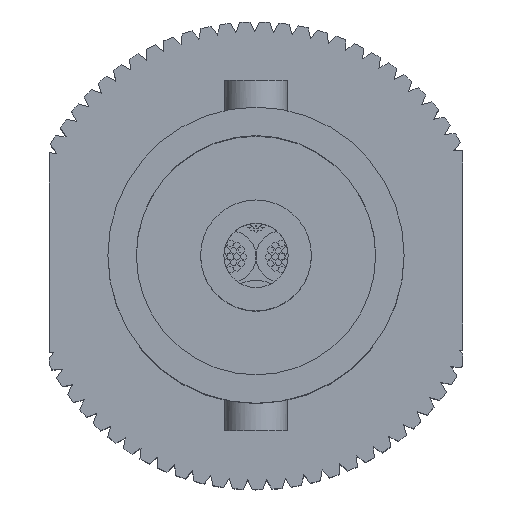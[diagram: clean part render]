
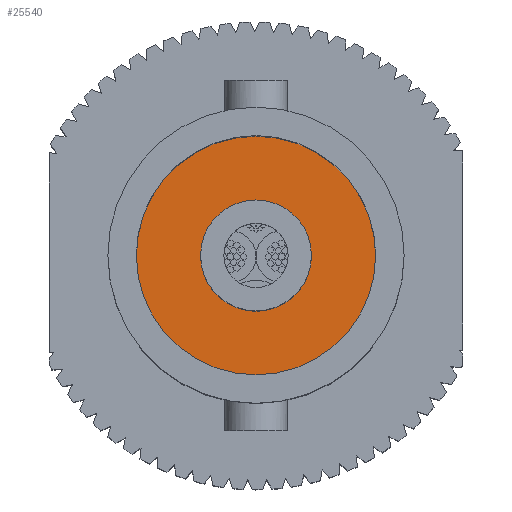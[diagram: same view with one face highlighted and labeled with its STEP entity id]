
A CAD part, top view. The second image highlights one B-rep face of the part: STEP entity #25540.
In plain terms, the highlighted planar face has unit normal (0, 0, 1).
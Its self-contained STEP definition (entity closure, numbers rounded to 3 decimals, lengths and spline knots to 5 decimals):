
#4518=FACE_BOUND('',#6599,.T.);
#4837=FACE_OUTER_BOUND('',#6598,.T.);
#6598=EDGE_LOOP('',(#16187));
#6599=EDGE_LOOP('',(#16188));
#8658=CIRCLE('',#27314,0.15349);
#8659=CIRCLE('',#27315,0.07113);
#10309=VERTEX_POINT('',#37606);
#10310=VERTEX_POINT('',#37608);
#12520=EDGE_CURVE('',#10309,#10309,#8658,.T.);
#12521=EDGE_CURVE('',#10310,#10310,#8659,.T.);
#16187=ORIENTED_EDGE('',*,*,#12520,.T.);
#16188=ORIENTED_EDGE('',*,*,#12521,.F.);
#23491=PLANE('',#27313);
#25540=ADVANCED_FACE('',(#4837,#4518),#23491,.F.);
#27313=AXIS2_PLACEMENT_3D('',#37605,#30423,#30424);
#27314=AXIS2_PLACEMENT_3D('',#37607,#30425,#30426);
#27315=AXIS2_PLACEMENT_3D('',#37609,#30427,#30428);
#30423=DIRECTION('center_axis',(0.,0.,
-1.));
#30424=DIRECTION('ref_axis',(-1.,0.,0.));
#30425=DIRECTION('center_axis',(0.,0.,
1.));
#30426=DIRECTION('ref_axis',(-1.,0.,0.));
#30427=DIRECTION('center_axis',(0.,0.,
1.));
#30428=DIRECTION('ref_axis',(-1.,0.,0.));
#37605=CARTESIAN_POINT('Origin',(0.,0.,
4.20323));
#37606=CARTESIAN_POINT('',(0.15349,0.,4.20323));
#37607=CARTESIAN_POINT('Origin',(0.,0.,
4.20323));
#37608=CARTESIAN_POINT('',(0.07113,0.,4.20323));
#37609=CARTESIAN_POINT('Origin',(0.,0.,
4.20323));
